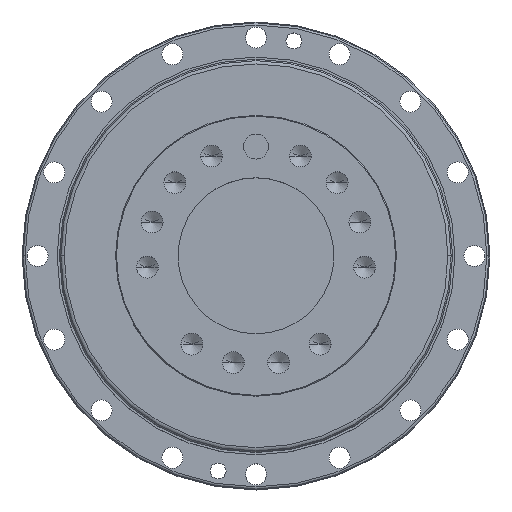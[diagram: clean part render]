
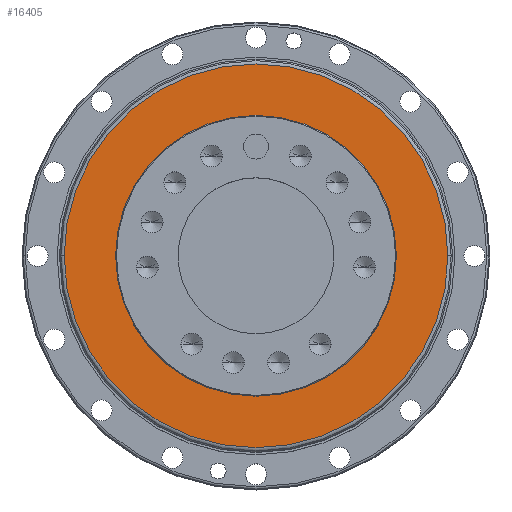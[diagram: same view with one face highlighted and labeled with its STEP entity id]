
A CAD part, top view. The second image highlights one B-rep face of the part: STEP entity #16405.
In plain terms, the highlighted planar face has unit normal (0, 0, 1).
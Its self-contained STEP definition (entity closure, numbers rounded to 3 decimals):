
#5230=CARTESIAN_POINT('',(0.,0.,288.2));
#5231=DIRECTION('',(0.,0.,1.));
#5232=DIRECTION('',(1.,0.,0.));
#5233=AXIS2_PLACEMENT_3D('',#5230,#5231,#5232);
#5235=CARTESIAN_POINT('',(0.,0.,288.2));
#5236=DIRECTION('',(0.,0.,1.));
#5237=DIRECTION('',(-1.,0.,0.));
#5238=AXIS2_PLACEMENT_3D('',#5235,#5236,#5237);
#5240=CARTESIAN_POINT('',(0.,0.,288.2));
#5241=DIRECTION('',(0.,0.,-1.));
#5242=DIRECTION('',(1.,0.,0.));
#5243=AXIS2_PLACEMENT_3D('',#5240,#5241,#5242);
#5245=CARTESIAN_POINT('',(0.,0.,288.2));
#5246=DIRECTION('',(0.,0.,-1.));
#5247=DIRECTION('',(-1.,0.,0.));
#5248=AXIS2_PLACEMENT_3D('',#5245,#5246,#5247);
#8964=CARTESIAN_POINT('',(-123.,0.,288.2));
#8965=VERTEX_POINT('',#8964);
#8966=CARTESIAN_POINT('',(123.,0.,288.2));
#8967=VERTEX_POINT('',#8966);
#9000=CARTESIAN_POINT('',(-90.,0.,288.2));
#9001=VERTEX_POINT('',#9000);
#9002=CARTESIAN_POINT('',(90.,0.,288.2));
#9003=VERTEX_POINT('',#9002);
#16389=CARTESIAN_POINT('',(0.,0.,288.2));
#16390=DIRECTION('',(0.,0.,1.));
#16391=DIRECTION('',(1.,0.,0.));
#16392=AXIS2_PLACEMENT_3D('',#16389,#16390,#16391);
#16393=PLANE('',#16392);
#16394=ORIENTED_EDGE('',*,*,#16379,.F.);
#16396=ORIENTED_EDGE('',*,*,#16395,.F.);
#16397=EDGE_LOOP('',(#16394,#16396));
#16398=FACE_OUTER_BOUND('',#16397,.F.);
#16400=ORIENTED_EDGE('',*,*,#16399,.F.);
#16402=ORIENTED_EDGE('',*,*,#16401,.F.);
#16403=EDGE_LOOP('',(#16400,#16402));
#16404=FACE_BOUND('',#16403,.F.);
#16405=ADVANCED_FACE('',(#16398,#16404),#16393,.T.);
#5234=CIRCLE('',#5233,123.);
#5239=CIRCLE('',#5238,123.);
#5244=CIRCLE('',#5243,90.);
#5249=CIRCLE('',#5248,90.);
#16379=EDGE_CURVE('',#8967,#8965,#5234,.T.);
#16395=EDGE_CURVE('',#8965,#8967,#5239,.T.);
#16399=EDGE_CURVE('',#9003,#9001,#5244,.T.);
#16401=EDGE_CURVE('',#9001,#9003,#5249,.T.);
